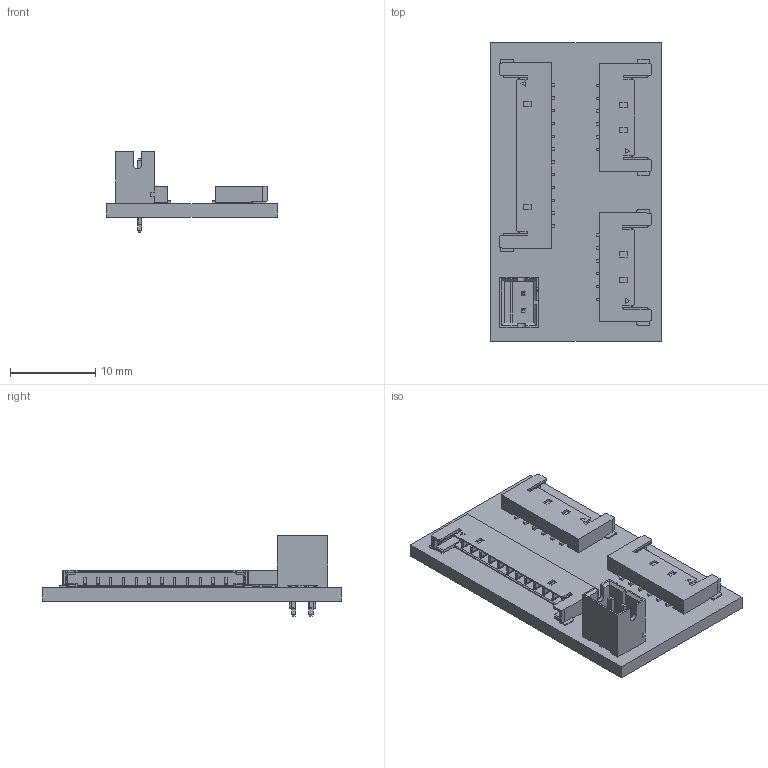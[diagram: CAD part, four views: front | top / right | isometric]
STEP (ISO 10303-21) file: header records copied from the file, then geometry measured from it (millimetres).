
FILE_DESCRIPTION(('KiCad electronic assembly'),'2;1');
FILE_NAME('feature_bringup_board_patch_board.step','2025-04-25T12:21:39' ,('Pcbnew'),('Kicad'),'Open CASCADE STEP processor 7.6', 'KiCad to STEP converter','Unknown');
FILE_SCHEMA(('AUTOMOTIVE_DESIGN { 1 0 10303 214 1 1 1 1 }'));
Length unit declared in the file: millimetre
Products named in the file (8): feature_bringup_board_patch_board 1; Molex_504050-1291; 5040501291; Molex_504050-0691; 5040500691; B2B-PH-K-S__LF__SN_; B2B-PH-K-S (LF)(SN); feature_bringup_board_patch_board PCB
Assembly tree (8 placements, depth 3):
  feature_bringup_board_patch_board 1
    Molex_504050-1291
      5040501291
    Molex_504050-0691  x2
      5040500691
    B2B-PH-K-S__LF__SN_
      B2B-PH-K-S (LF)(SN)
    feature_bringup_board_patch_board PCB
Bounding box: 20 x 35 x 9.4 mm (x, y, z)
Volume: 1453.2 mm3; surface area: 3077.8 mm2
Topology: 5 solids, 5 shells, 1266 faces, 3608 edges, 2474 vertices
Faces by surface type: plane 1010, cylinder 208, sphere 48
Full cylindrical faces by diameter (mm): 0.8 x2
Entity records: 65811 total; most frequent: CARTESIAN_POINT 12678, DIRECTION 9871, LINE 7243, VECTOR 7243, ORIENTED_EDGE 5146, PCURVE 5146, DEFINITIONAL_REPRESENTATION 5146, EDGE_CURVE 2573
